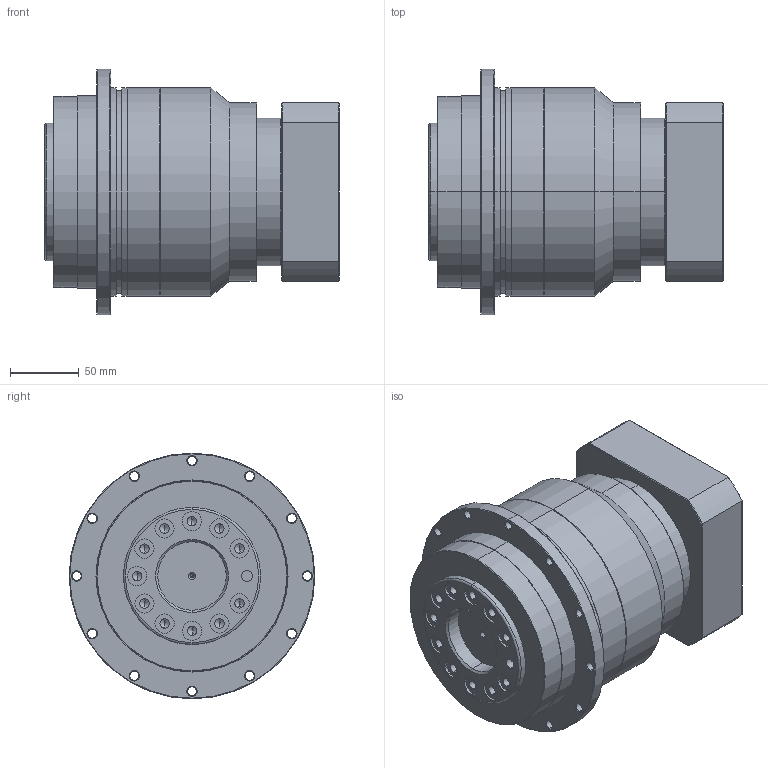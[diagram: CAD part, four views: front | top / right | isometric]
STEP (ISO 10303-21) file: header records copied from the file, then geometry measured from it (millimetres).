
FILE_DESCRIPTION (( 'STEP AP203' ), '1' );
FILE_NAME ('×°ÅäÌå1.STEP', '2020-11-02T01:48:10', ( '' ), ( '' ), 'SwSTEP 2.0', 'SolidWorks 2017', '' );
FILE_SCHEMA (( 'CONFIG_CONTROL_DESIGN' ));
Length unit declared in the file: millimetre
Products named in the file (1): 蚾饜极1
Bounding box: 214.5 x 179 x 179 mm (x, y, z)
Volume: 3167842.1 mm3; surface area: 210016.7 mm2
Topology: 3 solids, 3 shells, 303 faces, 676 edges, 390 vertices
Faces by surface type: cylinder 130, cone 120, plane 51, torus 2
Entity records: 8477 total; most frequent: DIRECTION 1576, CARTESIAN_POINT 1568, ORIENTED_EDGE 1288, AXIS2_PLACEMENT_3D 648, EDGE_CURVE 644, VERTEX_POINT 390, EDGE_LOOP 374, CIRCLE 344
